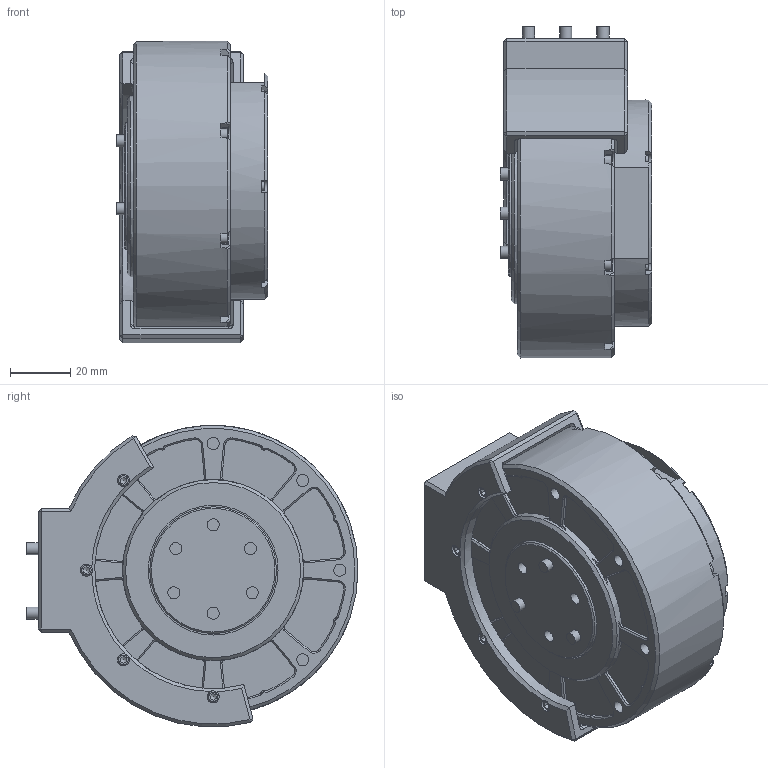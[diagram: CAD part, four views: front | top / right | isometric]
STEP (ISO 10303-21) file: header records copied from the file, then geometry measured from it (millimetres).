
FILE_DESCRIPTION(/* description */ (''),/* implementation_level */ '2;1');
FILE_NAME(/* name */ 'Eslabon1_ipt_2a20bb4f.STEP',/* time_stamp */ '2021-07-25T17:40:23-05:00',/* author */ ('Sergio Quintero'),/* organization */ (''),/* preprocessor_version */ 'ST-DEVELOPER v18',/* originating_system */ 'Autodesk Inventor 2020',/* authorisation */ '');
FILE_SCHEMA (('AUTOMOTIVE_DESIGN { 1 0 10303 214 3 1 1 }'));
Length unit declared in the file: millimetre
Products named in the file (1): Eslabon1
Bounding box: 50.2 x 110 x 99.87 mm (x, y, z)
Volume: 330279 mm3; surface area: 41804.2 mm2
Topology: 1 solids, 9 shells, 815 faces, 2033 edges, 1255 vertices
Faces by surface type: plane 363, cylinder 220, cone 204, bspline 24, torus 4
Full cylindrical faces by diameter (mm): 3 x6, 4 x44, 5 x1, 42 x1, 43 x1, 60 x1
Entity records: 25517 total; most frequent: CARTESIAN_POINT 4876, DIRECTION 4464, ORIENTED_EDGE 4036, EDGE_CURVE 2018, AXIS2_PLACEMENT_3D 1779, VERTEX_POINT 1255, CIRCLE 983, LINE 906
